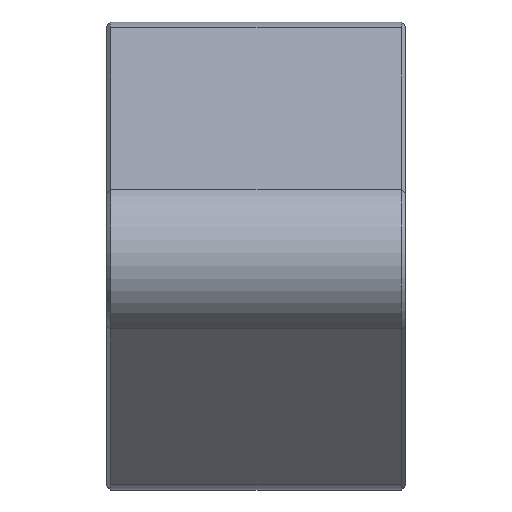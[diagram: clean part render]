
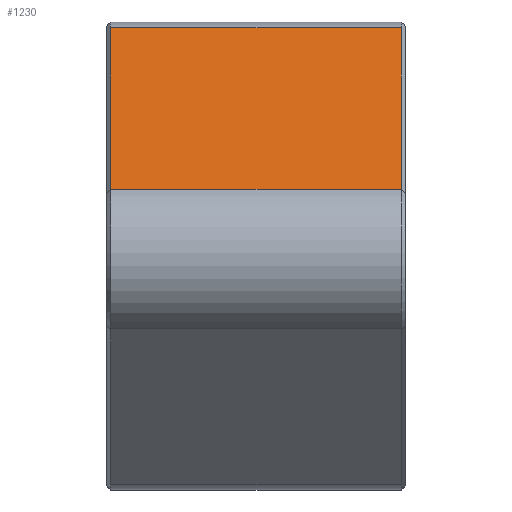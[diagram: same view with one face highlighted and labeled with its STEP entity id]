
A CAD part, left-side view. The second image highlights one B-rep face of the part: STEP entity #1230.
In plain terms, the highlighted planar face has unit normal (-0.459, 0, 0.888).
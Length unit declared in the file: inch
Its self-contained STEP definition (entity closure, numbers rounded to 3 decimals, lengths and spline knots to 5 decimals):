
#16 = CARTESIAN_POINT ( 'NONE',  ( -1.08631, 0.715, 0.15941 ) ) ;
#39 = CARTESIAN_POINT ( 'NONE',  ( -1.08631, 0.705, 0.15941 ) ) ;
#105 = CARTESIAN_POINT ( 'NONE',  ( -0.33851, 0.01, 0.54604 ) ) ;
#146 = VERTEX_POINT ( 'NONE', #213 ) ;
#174 = DIRECTION ( 'NONE',  ( -0.888, 0., -0.459 ) ) ;
#213 = CARTESIAN_POINT ( 'NONE',  ( -1.08631, 0.705, 0.15941 ) ) ;
#271 = DIRECTION ( 'NONE',  ( 0.459, 0., -0.888 ) ) ;
#285 = VECTOR ( 'NONE', #174, 39.37008 ) ;
#291 = VECTOR ( 'NONE', #953, 39.37008 ) ;
#293 = LINE ( 'NONE', #39, #285 ) ;
#294 = VECTOR ( 'NONE', #304, 39.37008 ) ;
#296 = LINE ( 'NONE', #790, #291 ) ;
#297 = LINE ( 'NONE', #1636, #294 ) ;
#304 = DIRECTION ( 'NONE',  ( 0.888, 0., 0.459 ) ) ;
#308 = VECTOR ( 'NONE', #587, 39.37008 ) ;
#312 = LINE ( 'NONE', #16, #308 ) ;
#318 = CARTESIAN_POINT ( 'NONE',  ( -1.08631, 0.01, 0.15941 ) ) ;
#434 = AXIS2_PLACEMENT_3D ( 'NONE', #1033, #271, #1303 ) ;
#446 = EDGE_CURVE ( 'NONE', #146, #749, #312, .T. ) ;
#455 = EDGE_CURVE ( 'NONE', #749, #1579, #297, .T. ) ;
#456 = EDGE_CURVE ( 'NONE', #1579, #1721, #296, .T. ) ;
#459 = EDGE_CURVE ( 'NONE', #1721, #146, #293, .T. ) ;
#587 = DIRECTION ( 'NONE',  ( 0., -1., 0. ) ) ;
#720 = PLANE ( 'NONE',  #434 ) ;
#725 = ORIENTED_EDGE ( 'NONE', *, *, #455, .T. ) ;
#749 = VERTEX_POINT ( 'NONE', #318 ) ;
#758 = ORIENTED_EDGE ( 'NONE', *, *, #456, .T. ) ;
#762 = ORIENTED_EDGE ( 'NONE', *, *, #459, .T. ) ;
#779 = ORIENTED_EDGE ( 'NONE', *, *, #446, .T. ) ;
#790 = CARTESIAN_POINT ( 'NONE',  ( -0.33851, 0.715, 0.54604 ) ) ;
#953 = DIRECTION ( 'NONE',  ( 0., 1., 0. ) ) ;
#1033 = CARTESIAN_POINT ( 'NONE',  ( -0.3115, 0.715, 0.56 ) ) ;
#1036 = CARTESIAN_POINT ( 'NONE',  ( -0.33851, 0.705, 0.54604 ) ) ;
#1230 = ADVANCED_FACE ( 'NONE', ( #1538 ), #720, .F. ) ;
#1303 = DIRECTION ( 'NONE',  ( -0.888, 0., -0.459 ) ) ;
#1391 = EDGE_LOOP ( 'NONE', ( #725, #758, #762, #779 ) ) ;
#1538 = FACE_OUTER_BOUND ( 'NONE', #1391, .T. ) ;
#1579 = VERTEX_POINT ( 'NONE', #105 ) ;
#1636 = CARTESIAN_POINT ( 'NONE',  ( -0.3115, 0.01, 0.56 ) ) ;
#1721 = VERTEX_POINT ( 'NONE', #1036 ) ;
